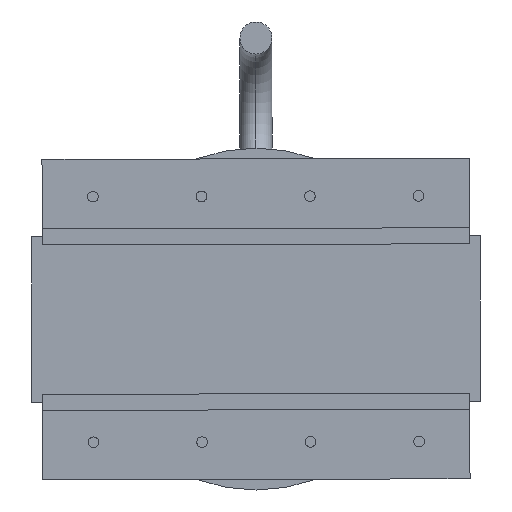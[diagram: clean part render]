
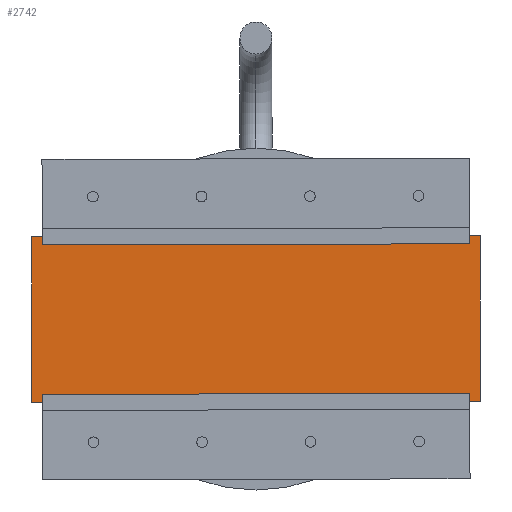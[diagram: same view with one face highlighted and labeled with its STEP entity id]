
A CAD part, front view. The second image highlights one B-rep face of the part: STEP entity #2742.
In plain terms, the highlighted face is planar.
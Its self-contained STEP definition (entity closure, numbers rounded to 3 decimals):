
#151 = CARTESIAN_POINT ( 'NONE',  ( -21., 0., -22. ) ) ;
#175 = LINE ( 'NONE', #3551, #1225 ) ;
#349 = LINE ( 'NONE', #924, #803 ) ;
#367 = EDGE_CURVE ( 'NONE', #2755, #1683, #349, .T. ) ;
#575 = ORIENTED_EDGE ( 'NONE', *, *, #1674, .F. ) ;
#672 = CARTESIAN_POINT ( 'NONE',  ( -21., 15.5, -22. ) ) ;
#776 = LINE ( 'NONE', #778, #2374 ) ;
#778 = CARTESIAN_POINT ( 'NONE',  ( 21., 15.5, -22. ) ) ;
#785 = DIRECTION ( 'NONE',  ( 0., 0., 1. ) ) ;
#787 = DIRECTION ( 'NONE',  ( 0., -1., 0. ) ) ;
#803 = VECTOR ( 'NONE', #1177, 1000. ) ;
#924 = CARTESIAN_POINT ( 'NONE',  ( -21., 0., -22. ) ) ;
#1027 = VERTEX_POINT ( 'NONE', #672 ) ;
#1109 = ORIENTED_EDGE ( 'NONE', *, *, #367, .T. ) ;
#1111 = EDGE_LOOP ( 'NONE', ( #1109, #1810, #575, #1206 ) ) ;
#1177 = DIRECTION ( 'NONE',  ( -1., 0., 0. ) ) ;
#1206 = ORIENTED_EDGE ( 'NONE', *, *, #3315, .T. ) ;
#1225 = VECTOR ( 'NONE', #2953, 1000. ) ;
#1258 = VECTOR ( 'NONE', #3232, 1000. ) ;
#1477 = FACE_OUTER_BOUND ( 'NONE', #1111, .T. ) ;
#1527 = AXIS2_PLACEMENT_3D ( 'NONE', #3635, #785, #2485 ) ;
#1608 = VERTEX_POINT ( 'NONE', #2378 ) ;
#1674 = EDGE_CURVE ( 'NONE', #1608, #1027, #175, .T. ) ;
#1683 = VERTEX_POINT ( 'NONE', #151 ) ;
#1810 = ORIENTED_EDGE ( 'NONE', *, *, #2607, .F. ) ;
#1888 = CARTESIAN_POINT ( 'NONE',  ( 21., 0., -22. ) ) ;
#2009 = LINE ( 'NONE', #2667, #1258 ) ;
#2374 = VECTOR ( 'NONE', #787, 1000. ) ;
#2378 = CARTESIAN_POINT ( 'NONE',  ( 21., 15.5, -22. ) ) ;
#2463 = PLANE ( 'NONE',  #1527 ) ;
#2485 = DIRECTION ( 'NONE',  ( 1., 0., 0. ) ) ;
#2607 = EDGE_CURVE ( 'NONE', #1027, #1683, #2009, .T. ) ;
#2667 = CARTESIAN_POINT ( 'NONE',  ( -21., 15.5, -22. ) ) ;
#2742 = ADVANCED_FACE ( 'NONE', ( #1477 ), #2463, .F. ) ;
#2755 = VERTEX_POINT ( 'NONE', #1888 ) ;
#2953 = DIRECTION ( 'NONE',  ( -1., 0., 0. ) ) ;
#3232 = DIRECTION ( 'NONE',  ( 0., -1., 0. ) ) ;
#3315 = EDGE_CURVE ( 'NONE', #1608, #2755, #776, .T. ) ;
#3551 = CARTESIAN_POINT ( 'NONE',  ( -21., 15.5, -22. ) ) ;
#3635 = CARTESIAN_POINT ( 'NONE',  ( -21., 15.5, -22. ) ) ;
